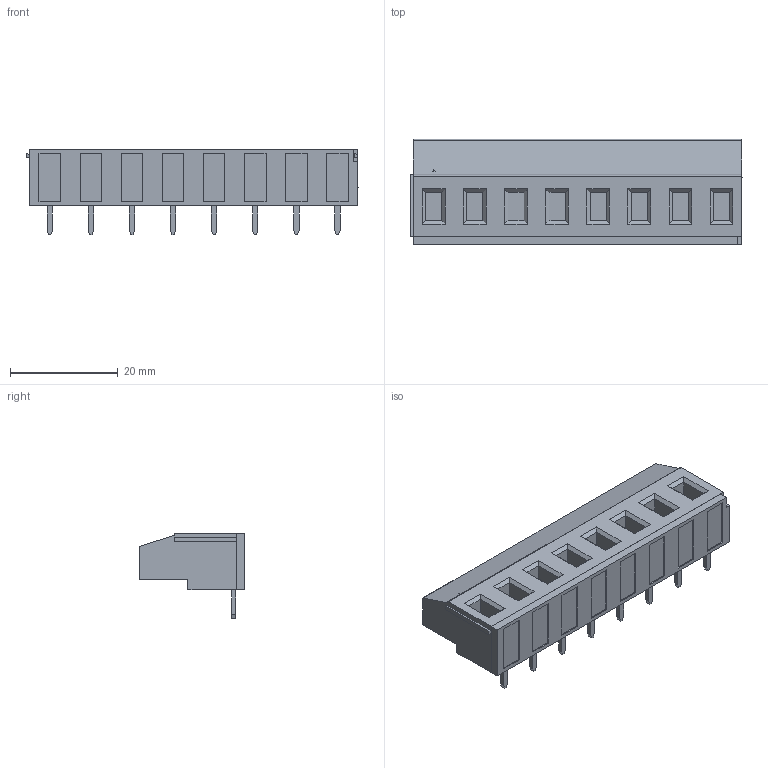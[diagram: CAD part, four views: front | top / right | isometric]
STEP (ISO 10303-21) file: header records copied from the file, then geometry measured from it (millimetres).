
FILE_DESCRIPTION (( 'STEP AP214' ), '1' );
FILE_NAME ('DG129R-7.62-08P-14-00AH.STEP', '2021-01-12T21:27:54', ( '' ), ( '' ), 'SwSTEP 2.0', 'SolidWorks 2020', '' );
FILE_SCHEMA (( 'AUTOMOTIVE_DESIGN' ));
Length unit declared in the file: millimetre
Products named in the file (1): DG129R-7.62-08P-14-00AH
Bounding box: 61.56 x 19.5 x 15.9 mm (x, y, z)
Volume: 9693.2 mm3; surface area: 5641.8 mm2
Topology: 1 solids, 1 shells, 821 faces, 2097 edges, 1364 vertices
Faces by surface type: plane 472, bspline 216, cylinder 79, torus 40, cone 14
Entity records: 40852 total; most frequent: CARTESIAN_POINT 16499, ORIENTED_EDGE 4194, DIRECTION 3161, EDGE_CURVE 2097, VERTEX_POINT 1364, VECTOR 1349, LINE 1349, EDGE_LOOP 907
